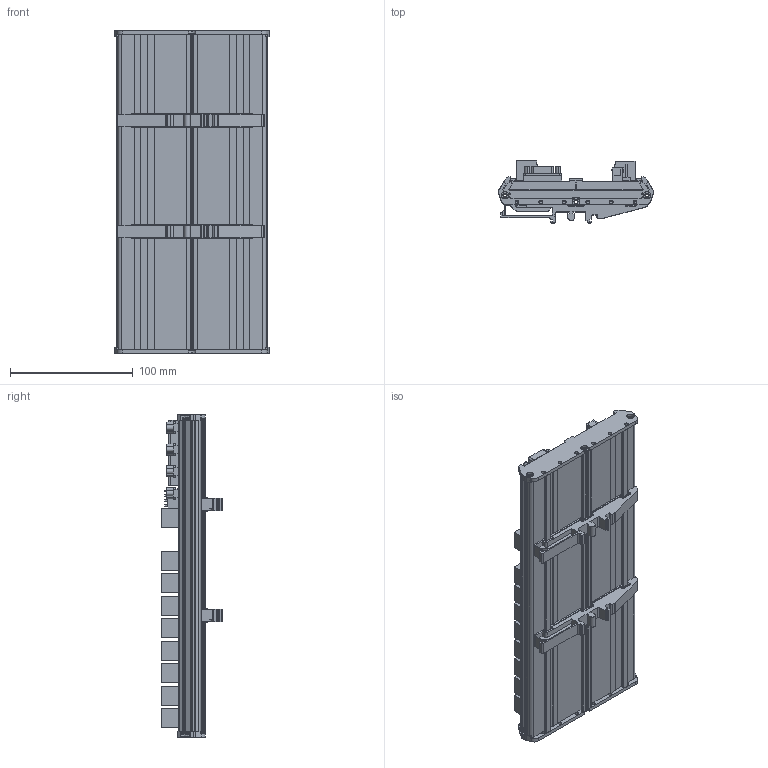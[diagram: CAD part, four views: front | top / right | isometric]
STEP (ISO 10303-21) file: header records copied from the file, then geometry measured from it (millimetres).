
FILE_DESCRIPTION (( 'STEP AP214' ), '1' );
FILE_NAME ('2601.STEP', '2020-04-20T16:55:07', ( '' ), ( '' ), 'SwSTEP 2.0', 'SolidWorks 2012', '' );
FILE_SCHEMA (( 'AUTOMOTIVE_DESIGN' ));
Length unit declared in the file: millimetre
Products named in the file (10): DIN_FOOT; DIN_END; 2601_new; DB9-STR_plastic; MSTBVA-2.5-G-5.08_10-pos-vert; CON6-156; RJ45-Vertical-plastic_new; 2601; DIN_RAIL new_10.1
Assembly tree (30 placements, depth 3):
  2601
    DIN_RAIL new_10.1
    2601_new
      2601
      RJ45-Vertical-plastic_new  x17
      CON6-156
      MSTBVA-2.5-G-5.08_10-pos-vert
      DB9-STR_plastic  x4
    DIN_END  x2
    DIN_FOOT  x2
Bounding box: 125.4 x 50.33 x 262.54 mm (x, y, z)
Volume: 251668 mm3; surface area: 257039.9 mm2
Topology: 39 solids, 73 shells, 5586 faces, 15204 edges, 9917 vertices
Faces by surface type: plane 4341, cylinder 1123, torus 72, bspline 34, cone 16
Entity records: 46316 total; most frequent: CARTESIAN_POINT 9286, ORIENTED_EDGE 7052, DIRECTION 6381, EDGE_CURVE 3526, VECTOR 2431, LINE 2431, VERTEX_POINT 2304, AXIS2_PLACEMENT_3D 1975
